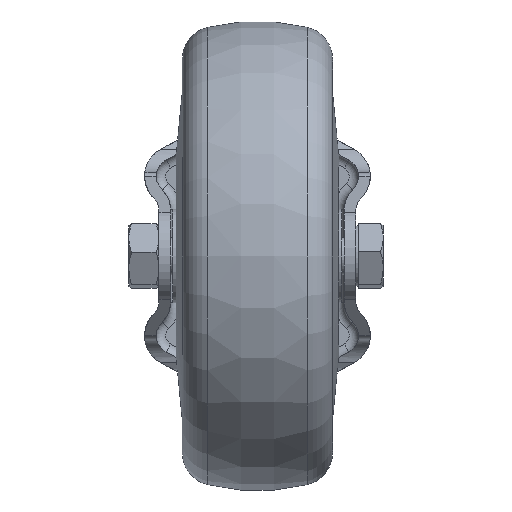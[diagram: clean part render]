
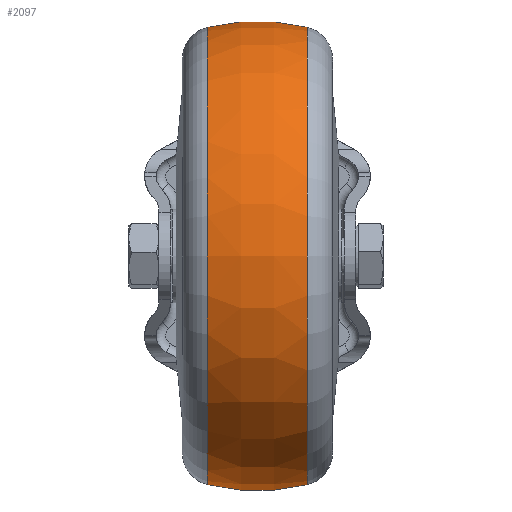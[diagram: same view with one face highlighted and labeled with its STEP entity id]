
A CAD part, front view. The second image highlights one B-rep face of the part: STEP entity #2097.
In plain terms, the highlighted toroidal (fillet/blend) face has major radius 5 mm and minor radius 45 mm.
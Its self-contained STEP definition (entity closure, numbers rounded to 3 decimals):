
#216 = AXIS2_PLACEMENT_3D ( 'NONE', #3073, #1703, #1166 ) ;
#310 = CARTESIAN_POINT ( 'NONE',  ( 10.658, -83., 0. ) ) ;
#339 = DIRECTION ( 'NONE',  ( 0., 0., -1. ) ) ;
#361 = AXIS2_PLACEMENT_3D ( 'NONE', #2329, #5555, #4662 ) ;
#485 = DIRECTION ( 'NONE',  ( 0., 1., 0. ) ) ;
#577 = ORIENTED_EDGE ( 'NONE', *, *, #2704, .F. ) ;
#640 = CIRCLE ( 'NONE', #5492, 48.72 ) ;
#798 = CARTESIAN_POINT ( 'NONE',  ( -10.658, -83., 0. ) ) ;
#894 = DIRECTION ( 'NONE',  ( 1., 0., 0. ) ) ;
#1166 = DIRECTION ( 'NONE',  ( 0., 0., -1. ) ) ;
#1167 = CARTESIAN_POINT ( 'NONE',  ( 10.658, -83., -48.72 ) ) ;
#1471 = EDGE_CURVE ( 'NONE', #4791, #3467, #4366, .T. ) ;
#1554 = EDGE_LOOP ( 'NONE', ( #3980, #1846, #2063, #577 ) ) ;
#1647 = CARTESIAN_POINT ( 'NONE',  ( -10.658, -83., 48.72 ) ) ;
#1703 = DIRECTION ( 'NONE',  ( 0., -1., 0. ) ) ;
#1743 = VERTEX_POINT ( 'NONE', #4947 ) ;
#1846 = ORIENTED_EDGE ( 'NONE', *, *, #2770, .T. ) ;
#2063 = ORIENTED_EDGE ( 'NONE', *, *, #1471, .T. ) ;
#2097 = ADVANCED_FACE ( 'NONE', ( #5094 ), #2391, .T. ) ;
#2329 = CARTESIAN_POINT ( 'NONE',  ( 0., -83., 0. ) ) ;
#2391 = TOROIDAL_SURFACE ( 'NONE', #361, 5., 45. ) ;
#2610 = AXIS2_PLACEMENT_3D ( 'NONE', #2759, #485, #3237 ) ;
#2704 = EDGE_CURVE ( 'NONE', #1743, #3467, #640, .T. ) ;
#2759 = CARTESIAN_POINT ( 'NONE',  ( 0., -83., 5. ) ) ;
#2770 = EDGE_CURVE ( 'NONE', #3441, #4791, #5285, .T. ) ;
#2863 = AXIS2_PLACEMENT_3D ( 'NONE', #798, #4492, #339 ) ;
#3073 = CARTESIAN_POINT ( 'NONE',  ( 0., -83., -5. ) ) ;
#3237 = DIRECTION ( 'NONE',  ( 0., 0., 1. ) ) ;
#3441 = VERTEX_POINT ( 'NONE', #1647 ) ;
#3467 = VERTEX_POINT ( 'NONE', #1167 ) ;
#3962 = CIRCLE ( 'NONE', #2610, 45. ) ;
#3980 = ORIENTED_EDGE ( 'NONE', *, *, #4025, .F. ) ;
#4025 = EDGE_CURVE ( 'NONE', #3441, #1743, #3962, .T. ) ;
#4366 = CIRCLE ( 'NONE', #216, 45. ) ;
#4492 = DIRECTION ( 'NONE',  ( 1., 0., 0. ) ) ;
#4583 = DIRECTION ( 'NONE',  ( 0., 0., -1. ) ) ;
#4662 = DIRECTION ( 'NONE',  ( 0., 0., -1. ) ) ;
#4742 = CARTESIAN_POINT ( 'NONE',  ( -10.658, -83., -48.72 ) ) ;
#4791 = VERTEX_POINT ( 'NONE', #4742 ) ;
#4947 = CARTESIAN_POINT ( 'NONE',  ( 10.658, -83., 48.72 ) ) ;
#5094 = FACE_OUTER_BOUND ( 'NONE', #1554, .T. ) ;
#5285 = CIRCLE ( 'NONE', #2863, 48.72 ) ;
#5492 = AXIS2_PLACEMENT_3D ( 'NONE', #310, #894, #4583 ) ;
#5555 = DIRECTION ( 'NONE',  ( 1., 0., 0. ) ) ;
